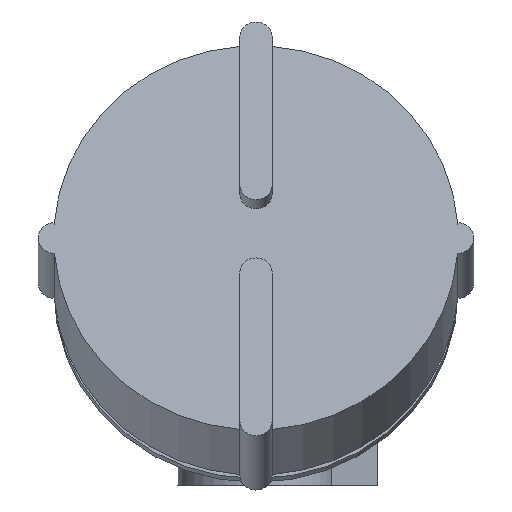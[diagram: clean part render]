
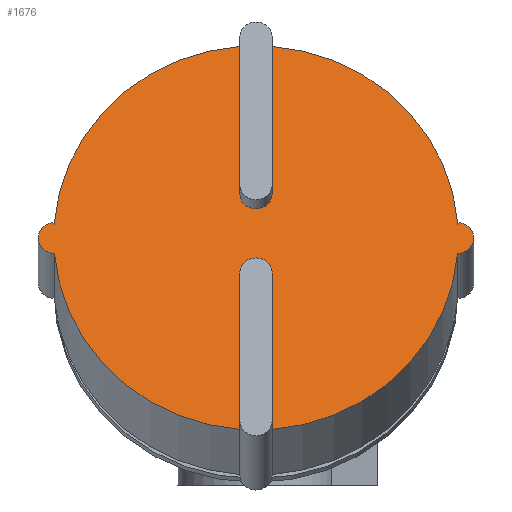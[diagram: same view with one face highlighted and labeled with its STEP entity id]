
A CAD part, top view. The second image highlights one B-rep face of the part: STEP entity #1676.
In plain terms, the highlighted planar face has unit normal (0, 0.312, 0.95).
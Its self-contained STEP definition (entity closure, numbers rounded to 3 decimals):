
#142=PLANE('',#1815);
#268=LINE('',#2738,#433);
#269=LINE('',#2746,#434);
#270=LINE('',#2750,#435);
#271=LINE('',#2758,#436);
#433=VECTOR('',#2166,32.755);
#434=VECTOR('',#2173,32.755);
#435=VECTOR('',#2176,32.755);
#436=VECTOR('',#2183,32.755);
#568=FACE_OUTER_BOUND('',#670,.T.);
#670=EDGE_LOOP('',(#1393,#1394,#1395,#1396,#1397,#1398,#1399,#1400,#1401,
#1402,#1403,#1404));
#739=CIRCLE('',#1816,42.798);
#740=CIRCLE('',#1817,3.429);
#741=CIRCLE('',#1818,42.798);
#742=CIRCLE('',#1819,3.429);
#743=CIRCLE('',#1820,42.798);
#744=CIRCLE('',#1821,3.429);
#745=CIRCLE('',#1822,42.798);
#746=CIRCLE('',#1823,3.429);
#868=VERTEX_POINT('',#2736);
#869=VERTEX_POINT('',#2737);
#870=VERTEX_POINT('',#2739);
#871=VERTEX_POINT('',#2741);
#872=VERTEX_POINT('',#2743);
#873=VERTEX_POINT('',#2745);
#874=VERTEX_POINT('',#2747);
#875=VERTEX_POINT('',#2749);
#876=VERTEX_POINT('',#2751);
#877=VERTEX_POINT('',#2753);
#878=VERTEX_POINT('',#2755);
#879=VERTEX_POINT('',#2757);
#1053=EDGE_CURVE('',#868,#869,#268,.T.);
#1054=EDGE_CURVE('',#870,#869,#739,.T.);
#1055=EDGE_CURVE('',#871,#870,#740,.T.);
#1056=EDGE_CURVE('',#872,#871,#741,.T.);
#1057=EDGE_CURVE('',#872,#873,#269,.T.);
#1058=EDGE_CURVE('',#873,#874,#742,.T.);
#1059=EDGE_CURVE('',#874,#875,#270,.T.);
#1060=EDGE_CURVE('',#876,#875,#743,.T.);
#1061=EDGE_CURVE('',#877,#876,#744,.T.);
#1062=EDGE_CURVE('',#878,#877,#745,.T.);
#1063=EDGE_CURVE('',#878,#879,#271,.T.);
#1064=EDGE_CURVE('',#879,#868,#746,.T.);
#1393=ORIENTED_EDGE('',*,*,#1053,.T.);
#1394=ORIENTED_EDGE('',*,*,#1054,.F.);
#1395=ORIENTED_EDGE('',*,*,#1055,.F.);
#1396=ORIENTED_EDGE('',*,*,#1056,.F.);
#1397=ORIENTED_EDGE('',*,*,#1057,.T.);
#1398=ORIENTED_EDGE('',*,*,#1058,.T.);
#1399=ORIENTED_EDGE('',*,*,#1059,.T.);
#1400=ORIENTED_EDGE('',*,*,#1060,.F.);
#1401=ORIENTED_EDGE('',*,*,#1061,.F.);
#1402=ORIENTED_EDGE('',*,*,#1062,.F.);
#1403=ORIENTED_EDGE('',*,*,#1063,.T.);
#1404=ORIENTED_EDGE('',*,*,#1064,.T.);
#1676=ADVANCED_FACE('',(#568),#142,.T.);
#1815=AXIS2_PLACEMENT_3D('',#2735,#2164,#2165);
#1816=AXIS2_PLACEMENT_3D('',#2740,#2167,#2168);
#1817=AXIS2_PLACEMENT_3D('',#2742,#2169,#2170);
#1818=AXIS2_PLACEMENT_3D('',#2744,#2171,#2172);
#1819=AXIS2_PLACEMENT_3D('',#2748,#2174,#2175);
#1820=AXIS2_PLACEMENT_3D('',#2752,#2177,#2178);
#1821=AXIS2_PLACEMENT_3D('',#2754,#2179,#2180);
#1822=AXIS2_PLACEMENT_3D('',#2756,#2181,#2182);
#1823=AXIS2_PLACEMENT_3D('',#2759,#2184,#2185);
#2164=DIRECTION('center_axis',(0.,0.312,0.95));
#2165=DIRECTION('ref_axis',(1.,0.,0.));
#2166=DIRECTION('',(0.,-0.95,0.312));
#2167=DIRECTION('center_axis',(0.,-0.312,-0.95));
#2168=DIRECTION('ref_axis',(-0.08,0.947,-0.311));
#2169=DIRECTION('center_axis',(0.,-0.312,-0.95));
#2170=DIRECTION('ref_axis',(0.003,0.95,-0.312));
#2171=DIRECTION('center_axis',(0.,-0.312,
-0.95));
#2172=DIRECTION('ref_axis',(-0.997,-0.076,0.025));
#2173=DIRECTION('',(0.,-0.95,0.312));
#2174=DIRECTION('center_axis',(0.,-0.312,
-0.95));
#2175=DIRECTION('ref_axis',(-1.,0.,0.));
#2176=DIRECTION('',(0.,0.95,-0.312));
#2177=DIRECTION('center_axis',(0.,-0.312,
-0.95));
#2178=DIRECTION('ref_axis',(0.08,-0.947,0.311));
#2179=DIRECTION('center_axis',(0.,-0.312,-0.95));
#2180=DIRECTION('ref_axis',(-0.003,-0.95,0.312));
#2181=DIRECTION('center_axis',(0.,-0.312,
-0.95));
#2182=DIRECTION('ref_axis',(0.997,0.076,-0.025));
#2183=DIRECTION('',(0.,0.95,-0.312));
#2184=DIRECTION('center_axis',(0.,-0.312,
-0.95));
#2185=DIRECTION('ref_axis',(1.,0.,0.));
#2735=CARTESIAN_POINT('Origin',(-1.98,3.301,30.311));
#2736=CARTESIAN_POINT('',(1.449,-6.108,33.404));
#2737=CARTESIAN_POINT('',(1.449,-37.225,43.634));
#2738=CARTESIAN_POINT('',(1.449,-1.404,31.857));
#2739=CARTESIAN_POINT('',(40.681,0.044,31.381));
#2740=CARTESIAN_POINT('Origin',(-1.98,3.301,30.311));
#2741=CARTESIAN_POINT('',(40.681,6.559,29.24));
#2742=CARTESIAN_POINT('Origin',(40.691,3.301,30.311));
#2743=CARTESIAN_POINT('',(1.449,43.828,16.987));
#2744=CARTESIAN_POINT('Origin',(-1.98,3.301,30.311));
#2745=CARTESIAN_POINT('',(1.449,12.711,27.217));
#2746=CARTESIAN_POINT('',(1.449,23.564,23.649));
#2747=CARTESIAN_POINT('',(-5.409,12.711,27.217));
#2748=CARTESIAN_POINT('Origin',(-1.98,12.711,27.217));
#2749=CARTESIAN_POINT('',(-5.409,43.828,16.987));
#2750=CARTESIAN_POINT('',(-5.409,8.006,28.764));
#2751=CARTESIAN_POINT('',(-44.64,6.559,29.24));
#2752=CARTESIAN_POINT('Origin',(-1.98,3.301,30.311));
#2753=CARTESIAN_POINT('',(-44.64,0.044,31.381));
#2754=CARTESIAN_POINT('Origin',(-44.651,3.301,30.311));
#2755=CARTESIAN_POINT('',(-5.409,-37.225,43.634));
#2756=CARTESIAN_POINT('Origin',(-1.98,3.301,30.311));
#2757=CARTESIAN_POINT('',(-5.409,-6.108,33.404));
#2758=CARTESIAN_POINT('',(-5.409,-16.962,36.972));
#2759=CARTESIAN_POINT('Origin',(-1.98,-6.108,33.404));
